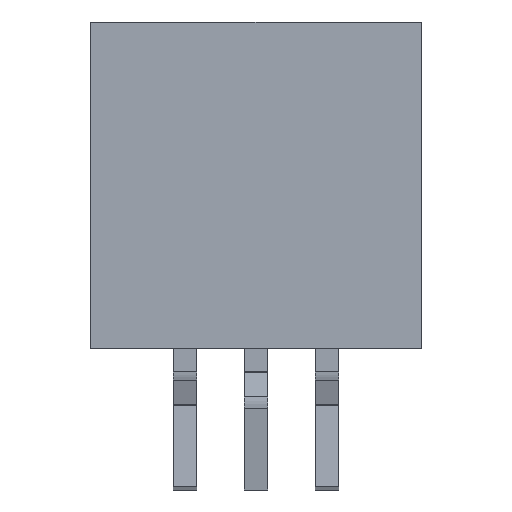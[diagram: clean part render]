
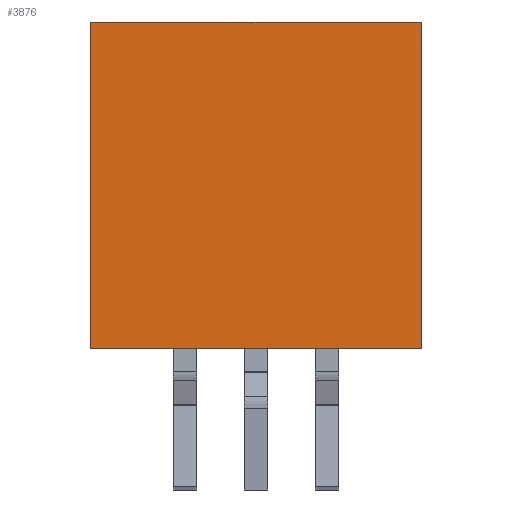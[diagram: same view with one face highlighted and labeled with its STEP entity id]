
A CAD part, front view. The second image highlights one B-rep face of the part: STEP entity #3876.
In plain terms, the highlighted planar face has unit normal (0, -1, 0).
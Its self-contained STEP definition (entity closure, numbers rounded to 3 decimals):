
#146=DIRECTION('',(1.,0.,0.));
#147=VECTOR('',#146,7.);
#148=CARTESIAN_POINT('',(-3.5,-2.35,0.));
#149=LINE('',#148,#147);
#882=DIRECTION('',(1.,0.,0.));
#883=VECTOR('',#882,7.);
#884=CARTESIAN_POINT('',(-3.5,-2.35,-6.9));
#885=LINE('',#884,#883);
#1118=DIRECTION('',(0.,0.,-1.));
#1119=VECTOR('',#1118,6.9);
#1120=CARTESIAN_POINT('',(3.5,-2.35,0.));
#1121=LINE('',#1120,#1119);
#1130=DIRECTION('',(0.,0.,-1.));
#1131=VECTOR('',#1130,6.9);
#1132=CARTESIAN_POINT('',(-3.5,-2.35,0.));
#1133=LINE('',#1132,#1131);
#2011=CARTESIAN_POINT('',(-3.5,-2.35,0.));
#2013=VERTEX_POINT('',#2011);
#2014=CARTESIAN_POINT('',(3.5,-2.35,0.));
#2015=VERTEX_POINT('',#2014);
#2018=CARTESIAN_POINT('',(-3.5,-2.35,-6.9));
#2019=CARTESIAN_POINT('',(3.5,-2.35,-6.9));
#2020=VERTEX_POINT('',#2018);
#2021=VERTEX_POINT('',#2019);
#3865=CARTESIAN_POINT('',(-3.5,-2.35,0.));
#3866=DIRECTION('',(0.,-1.,0.));
#3867=DIRECTION('',(1.,0.,0.));
#3868=AXIS2_PLACEMENT_3D('',#3865,#3866,#3867);
#3869=PLANE('',#3868);
#3870=ORIENTED_EDGE('',*,*,#2613,.T.);
#3871=ORIENTED_EDGE('',*,*,#3847,.T.);
#3872=ORIENTED_EDGE('',*,*,#3465,.F.);
#3873=ORIENTED_EDGE('',*,*,#3539,.F.);
#3874=EDGE_LOOP('',(#3870,#3871,#3872,#3873));
#3875=FACE_OUTER_BOUND('',#3874,.F.);
#2613=EDGE_CURVE('',#2013,#2015,#149,.T.);
#3465=EDGE_CURVE('',#2020,#2021,#885,.T.);
#3539=EDGE_CURVE('',#2013,#2020,#1133,.T.);
#3847=EDGE_CURVE('',#2015,#2021,#1121,.T.);
#3876=ADVANCED_FACE('',(#3875),#3869,.T.);
